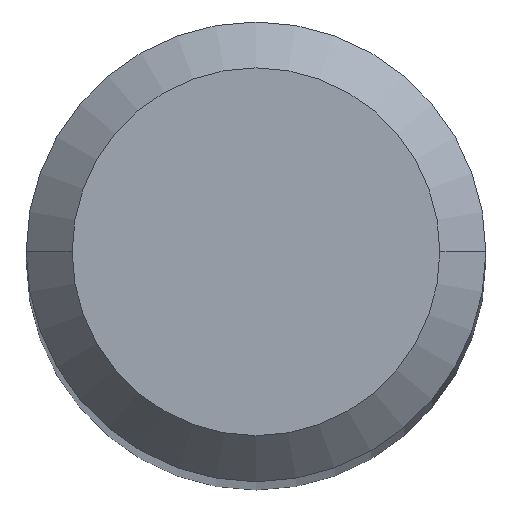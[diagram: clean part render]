
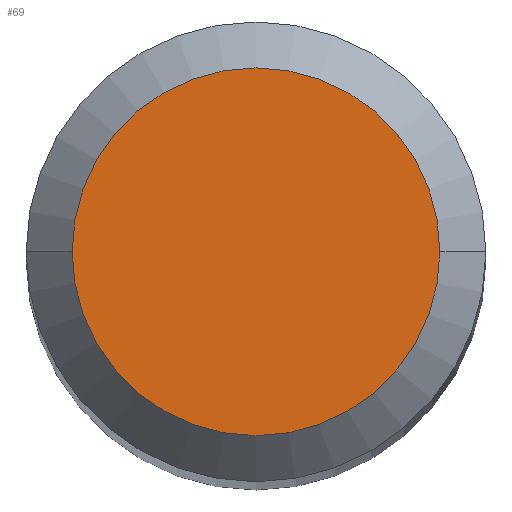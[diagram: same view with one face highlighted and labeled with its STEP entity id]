
A CAD part, top view. The second image highlights one B-rep face of the part: STEP entity #69.
In plain terms, the highlighted planar face has unit normal (0, 0, 1).
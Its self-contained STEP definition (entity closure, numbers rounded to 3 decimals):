
#69=ADVANCED_FACE('',(#91),#92,.T.);
#91=FACE_OUTER_BOUND('',#117,.T.);
#92=PLANE('',#118);
#117=EDGE_LOOP('',(#176,#177));
#118=AXIS2_PLACEMENT_3D('',#178,#179,#180);
#176=ORIENTED_EDGE('',*,*,#210,.F.);
#177=ORIENTED_EDGE('',*,*,#220,.F.);
#178=CARTESIAN_POINT('',(0.0,0.0,0.0));
#179=DIRECTION('',(0.0,0.0,1.0));
#180=DIRECTION('',(-1.0,0.0,0.0));
#210=EDGE_CURVE('',#233,#229,#235,.T.);
#220=EDGE_CURVE('',#229,#233,#249,.T.);
#229=VERTEX_POINT('',#261);
#233=VERTEX_POINT('',#266);
#235=CIRCLE('',#269,1.2);
#249=CIRCLE('',#287,1.2);
#261=CARTESIAN_POINT('',(-1.2,0.,0.0));
#266=CARTESIAN_POINT('',(1.2,0.,0.0));
#269=AXIS2_PLACEMENT_3D('',#305,#306,#307);
#287=AXIS2_PLACEMENT_3D('',#327,#328,#329);
#305=CARTESIAN_POINT('',(0.0,0.0,0.0));
#306=DIRECTION('',(0.0,0.0,-1.0));
#307=DIRECTION('',(-1.0,0.0,0.0));
#327=CARTESIAN_POINT('',(0.0,0.0,0.0));
#328=DIRECTION('',(0.0,0.0,-1.0));
#329=DIRECTION('',(-1.0,0.0,0.0));
